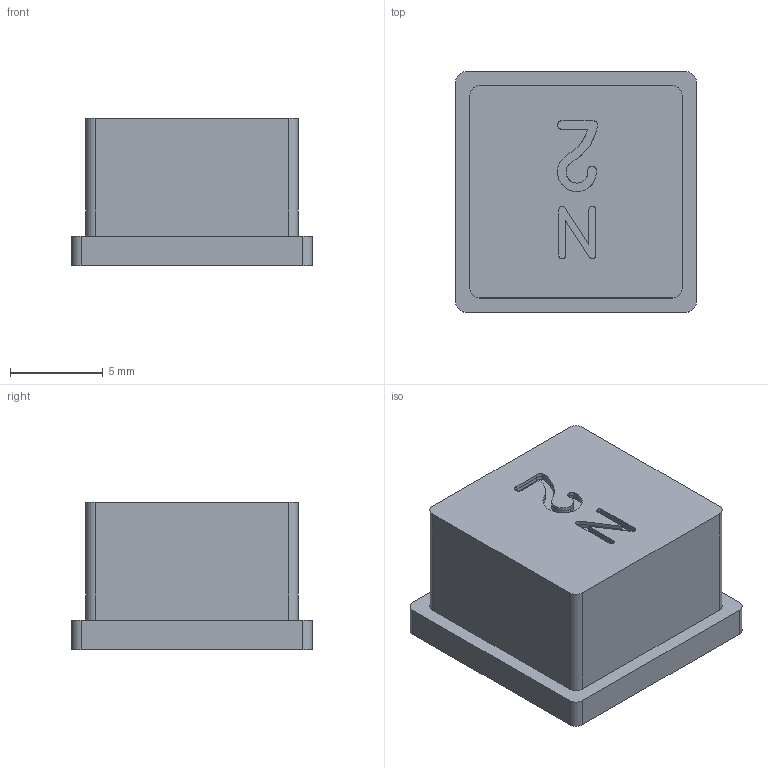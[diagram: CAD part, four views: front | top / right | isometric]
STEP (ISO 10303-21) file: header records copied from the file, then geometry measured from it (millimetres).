
FILE_DESCRIPTION(/* description */ (''),/* implementation_level */ '2;1');
FILE_NAME(/* name */ '2_Upper Instrument Panel/DLP/OH1A8A1A-27-02 - UFC Square Button - 2.step',/* time_stamp */ '2019-12-04T09:57:29+01:00',/* author */ ('Balz Reber'),/* organization */ ('OpenHornet'),/* preprocessor_version */ 'ST-DEVELOPER v18',/* originating_system */ 'Autodesk Translation Framework v8.9.1.1155',/* authorisation */ '');
FILE_SCHEMA (('AUTOMOTIVE_DESIGN { 1 0 10303 214 3 1 1 }'));
Length unit declared in the file: millimetre
Products named in the file (2): UFC SQUARE BUTTON LEGEND 2; UFC SQUARE BUTTON v1
Assembly tree (1 placements, depth 2):
  UFC SQUARE BUTTON LEGEND 2
    UFC SQUARE BUTTON v1
Bounding box: 12.95 x 12.95 x 7.94 mm (x, y, z)
Volume: 665.6 mm3; surface area: 1119.8 mm2
Topology: 1 solids, 1 shells, 143 faces, 363 edges, 230 vertices
Faces by surface type: bspline 58, plane 52, cylinder 33
Full cylindrical faces by diameter (mm): 1.181 x1
Entity records: 6121 total; most frequent: CARTESIAN_POINT 2911, ORIENTED_EDGE 726, DIRECTION 520, EDGE_CURVE 363, VERTEX_POINT 230, LINE 208, VECTOR 208, AXIS2_PLACEMENT_3D 156
